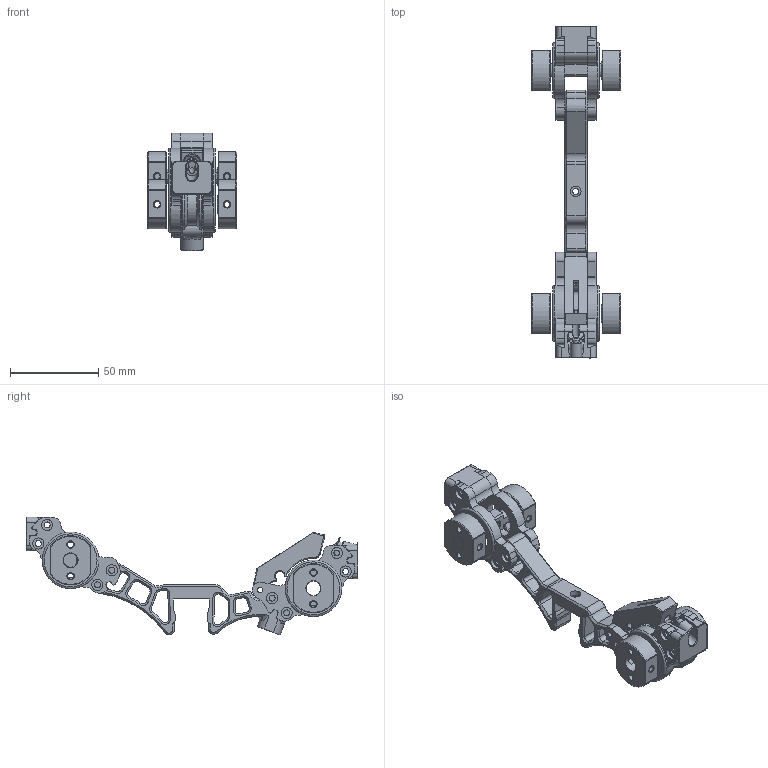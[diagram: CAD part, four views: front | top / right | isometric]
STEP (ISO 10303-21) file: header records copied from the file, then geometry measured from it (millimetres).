
FILE_DESCRIPTION(/* description */ ('','CAx-IF Rec.Pracs.---Representation and Presentation of Product Manufacturing Information (PMI)---4.0---2014-10-13'),/* implementation_level */ '2;1');
FILE_NAME(/* name */ 'F1_bottom_entry.step',/* time_stamp */ '2025-01-24T19:55:30-06:00',/* author */ (''),/* organization */ (''),/* preprocessor_version */ 'ST-DEVELOPER v20',/* originating_system */ 'Autodesk Translation Framework v13.20.0.188',/* authorisation */ '');
FILE_SCHEMA (('AP242_MANAGED_MODEL_BASED_3D_ENGINEERING_MIM_LF { 1 0 10303 442 1 1 4 }'));
Length unit declared in the file: millimetre
Products named in the file (11): FilamentalistF1_v0.2_stp; chassis; bearing_mount_fwd; bearing_mount_fwd_opp; bearing_mount_rear; bumbper_rear; roller; lever; bumper_fwd; shaft; wheel_hub
Assembly tree (14 placements, depth 2):
  FilamentalistF1_v0.2_stp
    chassis
    bearing_mount_fwd
    bearing_mount_fwd_opp
    bearing_mount_rear  x2
    bumbper_rear
    roller
    lever
    bumper_fwd
    shaft
    wheel_hub  x4
Bounding box: 50.75 x 187.93 x 66.74 mm (x, y, z)
Volume: 77419.6 mm3; surface area: 47709.9 mm2
Topology: 14 solids, 14 shells, 1177 faces, 2943 edges, 1841 vertices
Faces by surface type: plane 477, cylinder 388, cone 203, bspline 72, torus 35, sphere 2
Full cylindrical faces by diameter (mm): 2.9 x2, 3.1 x2, 3.3 x9, 3.4 x24, 3.5 x1, 4.6 x9, 4.65 x3, 6 x1, 6.3 x16, 8.2 x4, 13.98 x1, 20 x4, 22 x4, 23.891 x1, 28.164 x2, 32 x4
Entity records: 32284 total; most frequent: CARTESIAN_POINT 10581, ORIENTED_EDGE 4504, DIRECTION 4438, EDGE_CURVE 2252, AXIS2_PLACEMENT_3D 1676, VERTEX_POINT 1416, LINE 1086, VECTOR 1086
